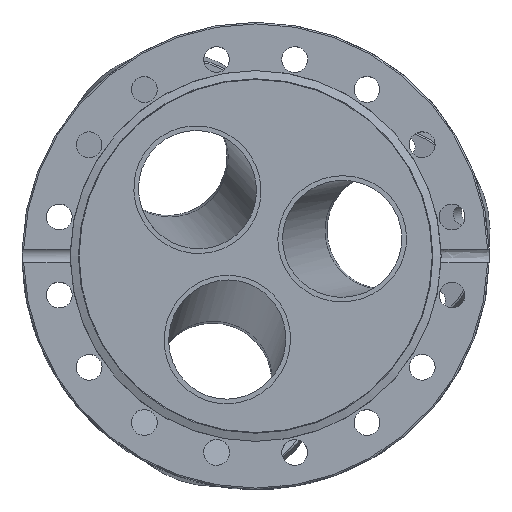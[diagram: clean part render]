
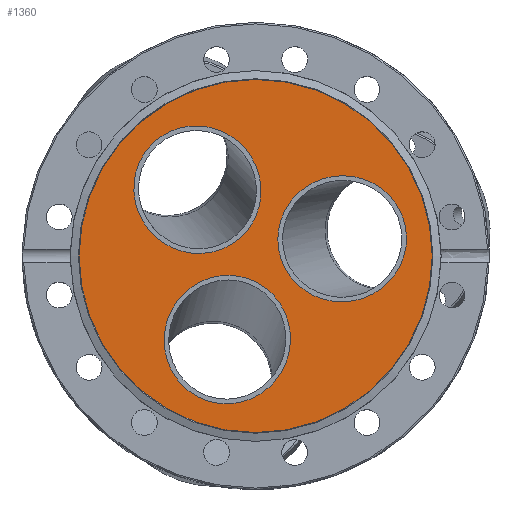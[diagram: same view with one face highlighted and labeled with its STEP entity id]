
A CAD part, top view. The second image highlights one B-rep face of the part: STEP entity #1360.
In plain terms, the highlighted planar face has unit normal (0, 0, 1).
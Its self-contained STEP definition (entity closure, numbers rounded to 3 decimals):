
#112=CARTESIAN_POINT('',(-15.96,-47.017,18.8));
#113=VERTEX_POINT('',#112);
#114=CARTESIAN_POINT('',(-9.226,-27.179,18.8));
#115=DIRECTION('',(0.,0.,-1.0));
#116=DIRECTION('',(0.321,0.947,0.));
#117=AXIS2_PLACEMENT_3D('',#114,#115,#116);
#118=ELLIPSE('',#117,20.95,20.5);
#119=EDGE_CURVE('',#113,#113,#118,.T.);
#140=CARTESIAN_POINT('',(-32.738,37.33,18.8));
#141=VERTEX_POINT('',#140);
#142=CARTESIAN_POINT('',(-18.924,21.579,18.8));
#143=DIRECTION('',(0.,0.,-1.0));
#144=DIRECTION('',(0.659,-0.752,0.));
#145=AXIS2_PLACEMENT_3D('',#142,#143,#144);
#146=ELLIPSE('',#145,20.95,20.5);
#147=EDGE_CURVE('',#141,#141,#146,.T.);
#168=CARTESIAN_POINT('',(48.698,9.687,18.8));
#169=VERTEX_POINT('',#168);
#170=CARTESIAN_POINT('',(28.15,5.599,18.8));
#171=DIRECTION('',(0.,0.,-1.));
#172=DIRECTION('',(-0.981,-0.195,0.));
#173=AXIS2_PLACEMENT_3D('',#170,#171,#172);
#174=ELLIPSE('',#173,20.95,20.5);
#175=EDGE_CURVE('',#169,#169,#174,.T.);
#1328=CARTESIAN_POINT('',(0.0,-57.432,18.8));
#1329=VERTEX_POINT('',#1328);
#1330=CARTESIAN_POINT('',(0.0,0.,18.8));
#1331=DIRECTION('',(0.0,0.0,-1.0));
#1332=DIRECTION('',(0.0,-1.0,0.0));
#1333=AXIS2_PLACEMENT_3D('',#1330,#1331,#1332);
#1334=CIRCLE('',#1333,57.432);
#1335=EDGE_CURVE('',#1329,#1329,#1334,.T.);
#1343=CARTESIAN_POINT('',(0.0,-28.716,18.8));
#1344=DIRECTION('',(0.0,0.0,-1.0));
#1345=DIRECTION('',(-1.0,0.0,0.0));
#1346=AXIS2_PLACEMENT_3D('',#1343,#1344,#1345);
#1347=PLANE('',#1346);
#1348=ORIENTED_EDGE('',*,*,#1335,.F.);
#1349=EDGE_LOOP('',(#1348));
#1350=FACE_OUTER_BOUND('',#1349,.T.);
#1351=ORIENTED_EDGE('',*,*,#119,.T.);
#1352=EDGE_LOOP('',(#1351));
#1353=FACE_BOUND('',#1352,.T.);
#1354=ORIENTED_EDGE('',*,*,#147,.T.);
#1355=EDGE_LOOP('',(#1354));
#1356=FACE_BOUND('',#1355,.T.);
#1357=ORIENTED_EDGE('',*,*,#175,.T.);
#1358=EDGE_LOOP('',(#1357));
#1359=FACE_BOUND('',#1358,.T.);
#1360=ADVANCED_FACE('',(#1350,#1353,#1356,#1359),#1347,.F.);
